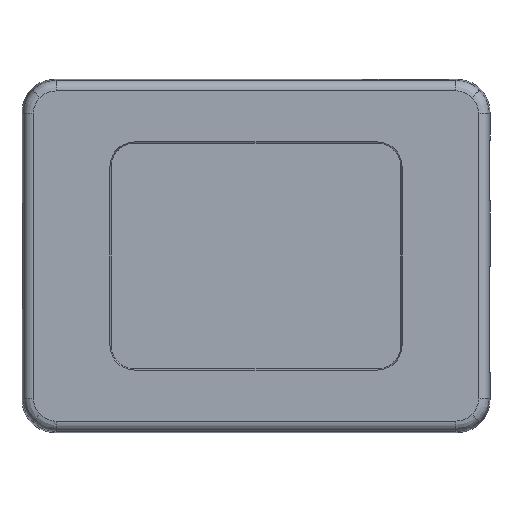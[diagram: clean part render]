
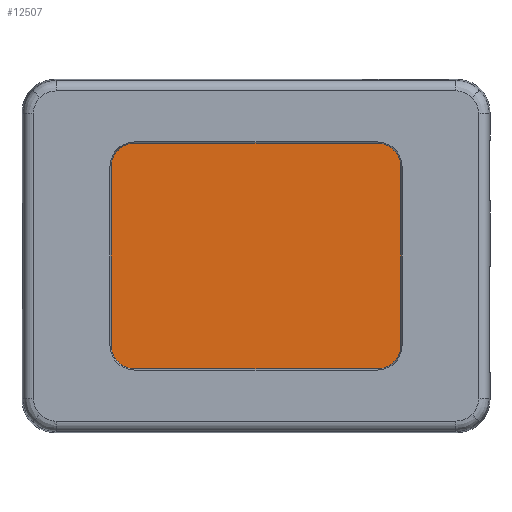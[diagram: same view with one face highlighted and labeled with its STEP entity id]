
A CAD part, front view. The second image highlights one B-rep face of the part: STEP entity #12507.
In plain terms, the highlighted planar face has unit normal (0, -1, 0).
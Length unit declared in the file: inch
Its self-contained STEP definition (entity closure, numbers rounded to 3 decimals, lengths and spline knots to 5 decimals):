
#495 = AXIS2_PLACEMENT_3D ( 'NONE', #3323, #3324, #3325 ) ;
#924 = FACE_OUTER_BOUND ( 'NONE', #12292, .T. ) ;
#1719 = CARTESIAN_POINT ( 'NONE',  ( -0.74, -0.4695, 0.68753 ) ) ;
#1727 = CARTESIAN_POINT ( 'NONE',  ( -0.74, -0.4695, -0.68753 ) ) ;
#1735 = CARTESIAN_POINT ( 'NONE',  ( 0.74, -0.4695, 0.68753 ) ) ;
#1744 = CARTESIAN_POINT ( 'NONE',  ( -0.88253, -0.4695, -0.545 ) ) ;
#1750 = CARTESIAN_POINT ( 'NONE',  ( -0.88253, -0.4695, 0.545 ) ) ;
#1781 = CARTESIAN_POINT ( 'NONE',  ( 0.88253, -0.4695, 0.545 ) ) ;
#1794 = CARTESIAN_POINT ( 'NONE',  ( 0.88253, -0.4695, -0.545 ) ) ;
#1798 = CARTESIAN_POINT ( 'NONE',  ( 0.74, -0.4695, -0.68753 ) ) ;
#2991 = ORIENTED_EDGE ( 'NONE', *, *, #12939, .T. ) ;
#2992 = ORIENTED_EDGE ( 'NONE', *, *, #12953, .T. ) ;
#2993 = ORIENTED_EDGE ( 'NONE', *, *, #12951, .T. ) ;
#2994 = ORIENTED_EDGE ( 'NONE', *, *, #12949, .T. ) ;
#2995 = ORIENTED_EDGE ( 'NONE', *, *, #12947, .T. ) ;
#2996 = ORIENTED_EDGE ( 'NONE', *, *, #12945, .T. ) ;
#2997 = ORIENTED_EDGE ( 'NONE', *, *, #12943, .T. ) ;
#2998 = ORIENTED_EDGE ( 'NONE', *, *, #12941, .T. ) ;
#3315 = PLANE ( 'NONE',  #495 ) ;
#3323 = CARTESIAN_POINT ( 'NONE',  ( -0.74, -0.4695, -0.545 ) ) ;
#3324 = DIRECTION ( 'NONE',  ( 0., 1., 0. ) ) ;
#3325 = DIRECTION ( 'NONE',  ( 0., 0., 1. ) ) ;
#8317 = AXIS2_PLACEMENT_3D ( 'NONE', #9392, #9393, #9394 ) ;
#8318 = AXIS2_PLACEMENT_3D ( 'NONE', #9401, #9402, #9403 ) ;
#8319 = AXIS2_PLACEMENT_3D ( 'NONE', #9410, #9411, #9412 ) ;
#8320 = AXIS2_PLACEMENT_3D ( 'NONE', #9419, #9420, #9421 ) ;
#8632 = CIRCLE ( 'NONE', #8317, 0.14253 ) ;
#8635 = LINE ( 'NONE', #9395, #8638 ) ;
#8638 = VECTOR ( 'NONE', #9396, 39.37008 ) ;
#8639 = CIRCLE ( 'NONE', #8318, 0.14253 ) ;
#8642 = LINE ( 'NONE', #9404, #8645 ) ;
#8645 = VECTOR ( 'NONE', #9405, 39.37008 ) ;
#8646 = CIRCLE ( 'NONE', #8319, 0.14253 ) ;
#8649 = LINE ( 'NONE', #9413, #8652 ) ;
#8652 = VECTOR ( 'NONE', #9414, 39.37008 ) ;
#8653 = CIRCLE ( 'NONE', #8320, 0.14253 ) ;
#8656 = LINE ( 'NONE', #9422, #8659 ) ;
#8659 = VECTOR ( 'NONE', #9423, 39.37008 ) ;
#9392 = CARTESIAN_POINT ( 'NONE',  ( -0.74, -0.4695, -0.545 ) ) ;
#9393 = DIRECTION ( 'NONE',  ( 0., -1., 0. ) ) ;
#9394 = DIRECTION ( 'NONE',  ( 0., 0., 1. ) ) ;
#9395 = CARTESIAN_POINT ( 'NONE',  ( -0.88253, -0.4695, 0.545 ) ) ;
#9396 = DIRECTION ( 'NONE',  ( 0., 0., -1. ) ) ;
#9401 = CARTESIAN_POINT ( 'NONE',  ( -0.74, -0.4695, 0.545 ) ) ;
#9402 = DIRECTION ( 'NONE',  ( 0., -1., 0. ) ) ;
#9403 = DIRECTION ( 'NONE',  ( 0., 0., 1. ) ) ;
#9404 = CARTESIAN_POINT ( 'NONE',  ( -0.74, -0.4695, 0.68753 ) ) ;
#9405 = DIRECTION ( 'NONE',  ( -1., 0., 0. ) ) ;
#9410 = CARTESIAN_POINT ( 'NONE',  ( 0.74, -0.4695, 0.545 ) ) ;
#9411 = DIRECTION ( 'NONE',  ( 0., -1., 0. ) ) ;
#9412 = DIRECTION ( 'NONE',  ( 0., 0., 1. ) ) ;
#9413 = CARTESIAN_POINT ( 'NONE',  ( 0.88253, -0.4695, 0.545 ) ) ;
#9414 = DIRECTION ( 'NONE',  ( 0., 0., 1. ) ) ;
#9419 = CARTESIAN_POINT ( 'NONE',  ( 0.74, -0.4695, -0.545 ) ) ;
#9420 = DIRECTION ( 'NONE',  ( 0., -1., 0. ) ) ;
#9421 = DIRECTION ( 'NONE',  ( 0., 0., 1. ) ) ;
#9422 = CARTESIAN_POINT ( 'NONE',  ( -0.74, -0.4695, -0.68753 ) ) ;
#9423 = DIRECTION ( 'NONE',  ( 1., 0., 0. ) ) ;
#11487 = VERTEX_POINT ( 'NONE', #1727 ) ;
#11504 = VERTEX_POINT ( 'NONE', #1719 ) ;
#11508 = VERTEX_POINT ( 'NONE', #1735 ) ;
#11522 = VERTEX_POINT ( 'NONE', #1744 ) ;
#11536 = VERTEX_POINT ( 'NONE', #1750 ) ;
#11609 = VERTEX_POINT ( 'NONE', #1781 ) ;
#11622 = VERTEX_POINT ( 'NONE', #1794 ) ;
#11626 = VERTEX_POINT ( 'NONE', #1798 ) ;
#12292 = EDGE_LOOP ( 'NONE', ( #2991, #2992, #2993, #2994, #2995, #2996, #2997, #2998 ) ) ;
#12507 = ADVANCED_FACE ( 'NONE', ( #924 ), #3315, .F. ) ;
#12939 = EDGE_CURVE ( 'NONE', #11522, #11487, #8632, .T. ) ;
#12941 = EDGE_CURVE ( 'NONE', #11536, #11522, #8635, .T. ) ;
#12943 = EDGE_CURVE ( 'NONE', #11504, #11536, #8639, .T. ) ;
#12945 = EDGE_CURVE ( 'NONE', #11508, #11504, #8642, .T. ) ;
#12947 = EDGE_CURVE ( 'NONE', #11609, #11508, #8646, .T. ) ;
#12949 = EDGE_CURVE ( 'NONE', #11622, #11609, #8649, .T. ) ;
#12951 = EDGE_CURVE ( 'NONE', #11626, #11622, #8653, .T. ) ;
#12953 = EDGE_CURVE ( 'NONE', #11487, #11626, #8656, .T. ) ;
